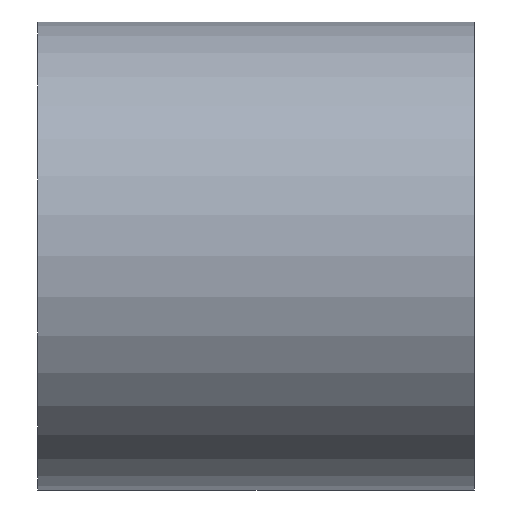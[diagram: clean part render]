
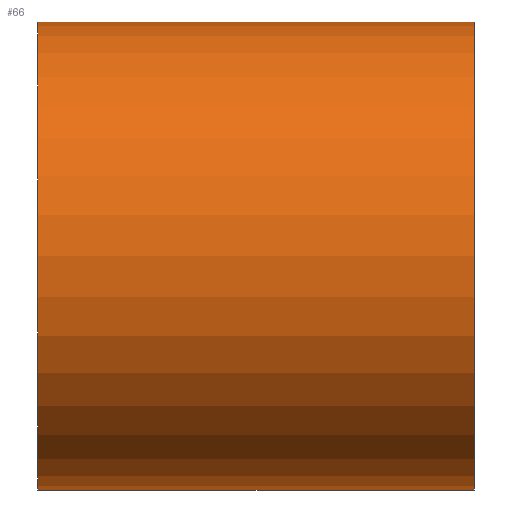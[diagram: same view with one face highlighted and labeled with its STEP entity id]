
A CAD part, front view. The second image highlights one B-rep face of the part: STEP entity #66.
In plain terms, the highlighted cylindrical face has radius 7.5 mm (diameter 15 mm), a partial arc.
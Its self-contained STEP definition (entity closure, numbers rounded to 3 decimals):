
#5 = FACE_OUTER_BOUND ( 'NONE', #201, .T. ) ;
#8 = ORIENTED_EDGE ( 'NONE', *, *, #124, .T. ) ;
#12 = CARTESIAN_POINT ( 'NONE',  ( 14., 0., -7.5 ) ) ;
#15 = VERTEX_POINT ( 'NONE', #120 ) ;
#18 = DIRECTION ( 'NONE',  ( -1., 0., 0. ) ) ;
#20 = CARTESIAN_POINT ( 'NONE',  ( 0., 0., 0. ) ) ;
#21 = LINE ( 'NONE', #213, #42 ) ;
#24 = DIRECTION ( 'NONE',  ( -1., 0., 0. ) ) ;
#26 = VERTEX_POINT ( 'NONE', #12 ) ;
#27 = AXIS2_PLACEMENT_3D ( 'NONE', #70, #138, #55 ) ;
#29 = EDGE_CURVE ( 'NONE', #32, #77, #190, .T. ) ;
#31 = AXIS2_PLACEMENT_3D ( 'NONE', #102, #82, #35 ) ;
#32 = VERTEX_POINT ( 'NONE', #86 ) ;
#35 = DIRECTION ( 'NONE',  ( 0., 0., 1. ) ) ;
#38 = AXIS2_PLACEMENT_3D ( 'NONE', #20, #18, #140 ) ;
#42 = VECTOR ( 'NONE', #162, 1000. ) ;
#51 = ORIENTED_EDGE ( 'NONE', *, *, #29, .F. ) ;
#55 = DIRECTION ( 'NONE',  ( 0., 0., 1. ) ) ;
#66 = ADVANCED_FACE ( 'NONE', ( #5 ), #208, .T. ) ;
#70 = CARTESIAN_POINT ( 'NONE',  ( 14., 0., 0. ) ) ;
#75 = CARTESIAN_POINT ( 'NONE',  ( 0., 0., 7.5 ) ) ;
#77 = VERTEX_POINT ( 'NONE', #75 ) ;
#82 = DIRECTION ( 'NONE',  ( -1., 0., 0. ) ) ;
#86 = CARTESIAN_POINT ( 'NONE',  ( 0., 0., -7.5 ) ) ;
#101 = ORIENTED_EDGE ( 'NONE', *, *, #222, .T. ) ;
#102 = CARTESIAN_POINT ( 'NONE',  ( 0., 0., 0. ) ) ;
#110 = CARTESIAN_POINT ( 'NONE',  ( 0., 0., 7.5 ) ) ;
#120 = CARTESIAN_POINT ( 'NONE',  ( 14., 0., 7.5 ) ) ;
#124 = EDGE_CURVE ( 'NONE', #26, #15, #194, .T. ) ;
#126 = LINE ( 'NONE', #110, #185 ) ;
#128 = ORIENTED_EDGE ( 'NONE', *, *, #134, .F. ) ;
#134 = EDGE_CURVE ( 'NONE', #26, #32, #21, .T. ) ;
#138 = DIRECTION ( 'NONE',  ( -1., 0., 0. ) ) ;
#140 = DIRECTION ( 'NONE',  ( 0., 0., 1. ) ) ;
#162 = DIRECTION ( 'NONE',  ( -1., 0., 0. ) ) ;
#185 = VECTOR ( 'NONE', #24, 1000. ) ;
#190 = CIRCLE ( 'NONE', #31, 7.5 ) ;
#194 = CIRCLE ( 'NONE', #27, 7.5 ) ;
#201 = EDGE_LOOP ( 'NONE', ( #128, #8, #101, #51 ) ) ;
#208 = CYLINDRICAL_SURFACE ( 'NONE', #38, 7.5 ) ;
#213 = CARTESIAN_POINT ( 'NONE',  ( 0., 0., -7.5 ) ) ;
#222 = EDGE_CURVE ( 'NONE', #15, #77, #126, .T. ) ;
